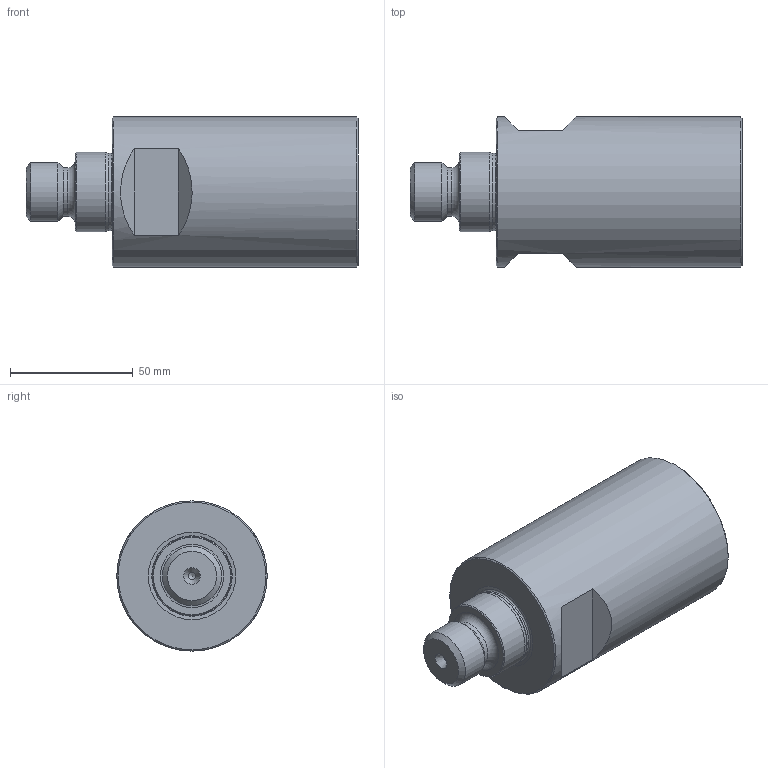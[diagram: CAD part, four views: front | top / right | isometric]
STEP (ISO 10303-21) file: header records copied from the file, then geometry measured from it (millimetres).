
FILE_DESCRIPTION (( 'STEP AP214' ), '1' );
FILE_NAME ('AD 61-100.STEP', '2014-07-01T07:30:07', ( '' ), ( '' ), 'SwSTEP 2.0', 'SolidWorks 2014', '' );
FILE_SCHEMA (( 'AUTOMOTIVE_DESIGN' ));
Length unit declared in the file: millimetre
Products named in the file (1): AD 61-100
Bounding box: 135 x 61.1 x 61.1 mm (x, y, z)
Volume: 301185.3 mm3; surface area: 30192.3 mm2
Topology: 1 solids, 1 shells, 42 faces, 85 edges, 50 vertices
Faces by surface type: cone 17, plane 11, cylinder 11, torus 3
Full cylindrical faces by diameter (mm): 3.15 x1, 8.2 x2, 10.2 x1, 17.8 x1, 18.2 x1, 19.8 x1, 24 x1, 31.4 x1, 32.2 x1, 61.1 x1
Entity records: 922 total; most frequent: DIRECTION 164, CARTESIAN_POINT 145, ORIENTED_EDGE 94, EDGE_LOOP 78, AXIS2_PLACEMENT_3D 78, FACE_OUTER_BOUND 56, EDGE_CURVE 47, VERTEX_POINT 43
